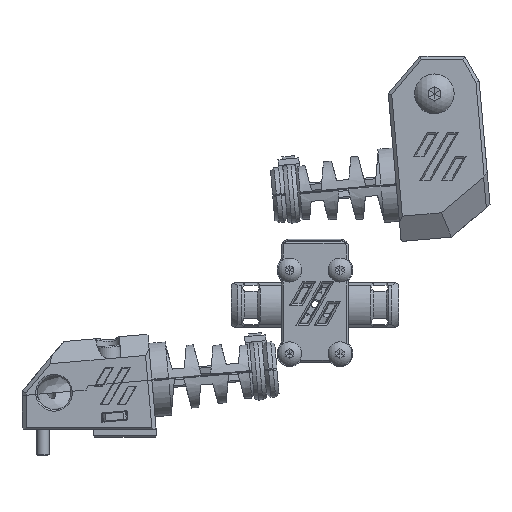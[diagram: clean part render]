
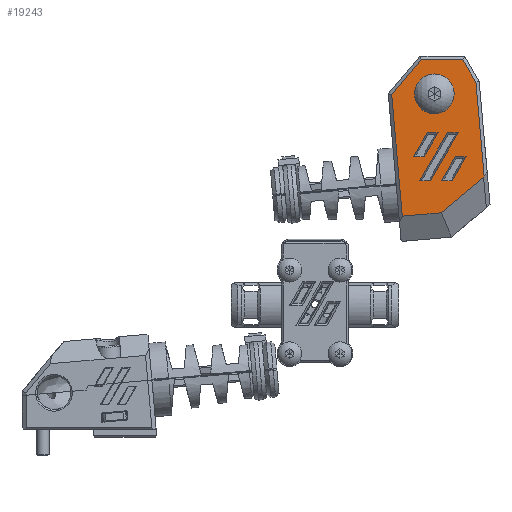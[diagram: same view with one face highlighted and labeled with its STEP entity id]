
A CAD part, front view. The second image highlights one B-rep face of the part: STEP entity #19243.
In plain terms, the highlighted planar face has unit normal (0, -1, 0).
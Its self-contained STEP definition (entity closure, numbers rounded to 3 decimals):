
#554=FACE_BOUND('',#3327,.T.);
#555=FACE_BOUND('',#3328,.T.);
#556=FACE_BOUND('',#3329,.T.);
#557=FACE_BOUND('',#3330,.T.);
#1407=CIRCLE('',#20590,3.15);
#2197=FACE_OUTER_BOUND('',#3326,.T.);
#3326=EDGE_LOOP('',(#13311,#13312,#13313,#13314,#13315,#13316,#13317,#13318));
#3327=EDGE_LOOP('',(#13319,#13320,#13321,#13322));
#3328=EDGE_LOOP('',(#13323,#13324,#13325,#13326));
#3329=EDGE_LOOP('',(#13327,#13328,#13329,#13330));
#3330=EDGE_LOOP('',(#13331));
#4623=LINE('',#28631,#6325);
#4630=LINE('',#28644,#6332);
#4652=LINE('',#28851,#6354);
#4653=LINE('',#28853,#6355);
#4654=LINE('',#28855,#6356);
#4655=LINE('',#28857,#6357);
#4656=LINE('',#28859,#6358);
#4657=LINE('',#28860,#6359);
#4658=LINE('',#28863,#6360);
#4659=LINE('',#28865,#6361);
#4660=LINE('',#28867,#6362);
#4661=LINE('',#28868,#6363);
#4662=LINE('',#28871,#6364);
#4663=LINE('',#28873,#6365);
#4664=LINE('',#28875,#6366);
#4665=LINE('',#28876,#6367);
#4666=LINE('',#28879,#6368);
#4667=LINE('',#28881,#6369);
#4668=LINE('',#28883,#6370);
#4669=LINE('',#28884,#6371);
#6325=VECTOR('',#22652,10.);
#6332=VECTOR('',#22661,10.);
#6354=VECTOR('',#22717,10.);
#6355=VECTOR('',#22718,10.);
#6356=VECTOR('',#22719,10.);
#6357=VECTOR('',#22720,10.);
#6358=VECTOR('',#22721,10.);
#6359=VECTOR('',#22722,10.);
#6360=VECTOR('',#22723,10.);
#6361=VECTOR('',#22724,10.);
#6362=VECTOR('',#22725,10.);
#6363=VECTOR('',#22726,10.);
#6364=VECTOR('',#22727,10.);
#6365=VECTOR('',#22728,10.);
#6366=VECTOR('',#22729,10.);
#6367=VECTOR('',#22730,10.);
#6368=VECTOR('',#22731,10.);
#6369=VECTOR('',#22732,10.);
#6370=VECTOR('',#22733,10.);
#6371=VECTOR('',#22734,10.);
#8051=VERTEX_POINT('',#28629);
#8052=VERTEX_POINT('',#28630);
#8057=VERTEX_POINT('',#28642);
#8087=VERTEX_POINT('',#28846);
#8088=VERTEX_POINT('',#28850);
#8089=VERTEX_POINT('',#28852);
#8090=VERTEX_POINT('',#28854);
#8091=VERTEX_POINT('',#28856);
#8092=VERTEX_POINT('',#28858);
#8093=VERTEX_POINT('',#28861);
#8094=VERTEX_POINT('',#28862);
#8095=VERTEX_POINT('',#28864);
#8096=VERTEX_POINT('',#28866);
#8097=VERTEX_POINT('',#28869);
#8098=VERTEX_POINT('',#28870);
#8099=VERTEX_POINT('',#28872);
#8100=VERTEX_POINT('',#28874);
#8101=VERTEX_POINT('',#28877);
#8102=VERTEX_POINT('',#28878);
#8103=VERTEX_POINT('',#28880);
#8104=VERTEX_POINT('',#28882);
#10019=EDGE_CURVE('',#8051,#8052,#4623,.T.);
#10026=EDGE_CURVE('',#8057,#8051,#4630,.T.);
#10068=EDGE_CURVE('',#8087,#8087,#1407,.T.);
#10070=EDGE_CURVE('',#8088,#8057,#4652,.T.);
#10071=EDGE_CURVE('',#8089,#8088,#4653,.T.);
#10072=EDGE_CURVE('',#8090,#8089,#4654,.T.);
#10073=EDGE_CURVE('',#8091,#8090,#4655,.T.);
#10074=EDGE_CURVE('',#8092,#8091,#4656,.T.);
#10075=EDGE_CURVE('',#8052,#8092,#4657,.T.);
#10076=EDGE_CURVE('',#8093,#8094,#4658,.T.);
#10077=EDGE_CURVE('',#8094,#8095,#4659,.T.);
#10078=EDGE_CURVE('',#8095,#8096,#4660,.T.);
#10079=EDGE_CURVE('',#8096,#8093,#4661,.T.);
#10080=EDGE_CURVE('',#8097,#8098,#4662,.T.);
#10081=EDGE_CURVE('',#8098,#8099,#4663,.T.);
#10082=EDGE_CURVE('',#8099,#8100,#4664,.T.);
#10083=EDGE_CURVE('',#8100,#8097,#4665,.T.);
#10084=EDGE_CURVE('',#8101,#8102,#4666,.T.);
#10085=EDGE_CURVE('',#8102,#8103,#4667,.T.);
#10086=EDGE_CURVE('',#8103,#8104,#4668,.T.);
#10087=EDGE_CURVE('',#8104,#8101,#4669,.T.);
#13311=ORIENTED_EDGE('',*,*,#10019,.F.);
#13312=ORIENTED_EDGE('',*,*,#10026,.F.);
#13313=ORIENTED_EDGE('',*,*,#10070,.F.);
#13314=ORIENTED_EDGE('',*,*,#10071,.F.);
#13315=ORIENTED_EDGE('',*,*,#10072,.F.);
#13316=ORIENTED_EDGE('',*,*,#10073,.F.);
#13317=ORIENTED_EDGE('',*,*,#10074,.F.);
#13318=ORIENTED_EDGE('',*,*,#10075,.F.);
#13319=ORIENTED_EDGE('',*,*,#10076,.T.);
#13320=ORIENTED_EDGE('',*,*,#10077,.T.);
#13321=ORIENTED_EDGE('',*,*,#10078,.T.);
#13322=ORIENTED_EDGE('',*,*,#10079,.T.);
#13323=ORIENTED_EDGE('',*,*,#10080,.T.);
#13324=ORIENTED_EDGE('',*,*,#10081,.T.);
#13325=ORIENTED_EDGE('',*,*,#10082,.T.);
#13326=ORIENTED_EDGE('',*,*,#10083,.T.);
#13327=ORIENTED_EDGE('',*,*,#10084,.T.);
#13328=ORIENTED_EDGE('',*,*,#10085,.T.);
#13329=ORIENTED_EDGE('',*,*,#10086,.T.);
#13330=ORIENTED_EDGE('',*,*,#10087,.T.);
#13331=ORIENTED_EDGE('',*,*,#10068,.F.);
#18586=PLANE('',#20591);
#19243=ADVANCED_FACE('',(#2197,#554,#555,#556,#557),#18586,.T.);
#20590=AXIS2_PLACEMENT_3D('',#28847,#22712,#22713);
#20591=AXIS2_PLACEMENT_3D('',#28849,#22715,#22716);
#22652=DIRECTION('',(-0.242,0.,-0.97));
#22661=DIRECTION('',(0.087,0.,-0.996));
#22712=DIRECTION('center_axis',(0.,-1.,0.));
#22713=DIRECTION('ref_axis',(0.,0.,1.));
#22715=DIRECTION('center_axis',(0.,-1.,0.));
#22716=DIRECTION('ref_axis',(0.,0.,-1.));
#22717=DIRECTION('',(0.5,0.,-0.866));
#22718=DIRECTION('',(1.,0.,0.));
#22719=DIRECTION('',(0.643,0.,0.766));
#22720=DIRECTION('',(-0.087,0.,0.996));
#22721=DIRECTION('',(-0.996,0.,-0.087));
#22722=DIRECTION('',(-0.766,0.,-0.643));
#22723=DIRECTION('',(1.,0.,0.));
#22724=DIRECTION('',(-0.5,0.,-0.866));
#22725=DIRECTION('',(-1.,0.,0.));
#22726=DIRECTION('',(0.5,0.,0.866));
#22727=DIRECTION('',(0.5,0.,0.866));
#22728=DIRECTION('',(1.,0.,0.));
#22729=DIRECTION('',(-0.5,0.,-0.866));
#22730=DIRECTION('',(-1.,0.,0.));
#22731=DIRECTION('',(1.,0.,0.));
#22732=DIRECTION('',(-0.5,0.,-0.866));
#22733=DIRECTION('',(-1.,0.,0.));
#22734=DIRECTION('',(0.5,0.,0.866));
#28629=CARTESIAN_POINT('',(20.818,-14.15,-9.502));
#28630=CARTESIAN_POINT('',(20.708,-14.15,-9.942));
#28631=CARTESIAN_POINT('',(19.043,-14.15,-16.609));
#28642=CARTESIAN_POINT('',(18.872,-14.15,12.742));
#28644=CARTESIAN_POINT('',(21.224,-14.15,-14.145));
#28846=CARTESIAN_POINT('',(8.915,-14.15,6.85));
#28847=CARTESIAN_POINT('Origin',(8.915,-14.15,10.));
#28849=CARTESIAN_POINT('Origin',(10.511,-14.15,-12.645));
#28850=CARTESIAN_POINT('',(15.721,-14.15,18.2));
#28851=CARTESIAN_POINT('',(21.632,-14.15,7.961));
#28852=CARTESIAN_POINT('',(5.84,-14.15,18.2));
#28853=CARTESIAN_POINT('',(7.989,-14.15,18.2));
#28854=CARTESIAN_POINT('',(-1.259,-14.15,9.74));
#28855=CARTESIAN_POINT('',(-4.445,-14.15,5.943));
#28856=CARTESIAN_POINT('',(1.276,-14.15,-19.242));
#28857=CARTESIAN_POINT('',(0.18,-14.15,-6.713));
#28858=CARTESIAN_POINT('',(10.597,-14.15,-18.427));
#28859=CARTESIAN_POINT('',(5.747,-14.15,-18.851));
#28860=CARTESIAN_POINT('',(11.271,-14.15,-17.861));
#28861=CARTESIAN_POINT('',(13.936,-14.15,-5.019));
#28862=CARTESIAN_POINT('',(16.534,-14.15,-5.019));
#28863=CARTESIAN_POINT('',(13.523,-14.15,-5.019));
#28864=CARTESIAN_POINT('',(13.222,-14.15,-10.755));
#28865=CARTESIAN_POINT('',(12.474,-14.15,-12.051));
#28866=CARTESIAN_POINT('',(10.624,-14.15,-10.755));
#28867=CARTESIAN_POINT('',(10.568,-14.15,-10.755));
#28868=CARTESIAN_POINT('',(11.857,-14.15,-8.62));
#28869=CARTESIAN_POINT('',(5.428,-14.15,-10.755));
#28870=CARTESIAN_POINT('',(12.052,-14.15,0.717));
#28871=CARTESIAN_POINT('',(8.966,-14.15,-4.627));
#28872=CARTESIAN_POINT('',(14.65,-14.15,0.717));
#28873=CARTESIAN_POINT('',(12.581,-14.15,0.717));
#28874=CARTESIAN_POINT('',(8.026,-14.15,-10.755));
#28875=CARTESIAN_POINT('',(7.928,-14.15,-10.926));
#28876=CARTESIAN_POINT('',(7.97,-14.15,-10.755));
#28877=CARTESIAN_POINT('',(7.238,-14.15,0.717));
#28878=CARTESIAN_POINT('',(9.836,-14.15,0.717));
#28879=CARTESIAN_POINT('',(10.174,-14.15,0.717));
#28880=CARTESIAN_POINT('',(6.525,-14.15,-5.019));
#28881=CARTESIAN_POINT('',(5.372,-14.15,-7.015));
#28882=CARTESIAN_POINT('',(3.927,-14.15,-5.019));
#28883=CARTESIAN_POINT('',(7.219,-14.15,-5.019));
#28884=CARTESIAN_POINT('',(4.755,-14.15,-3.585));
